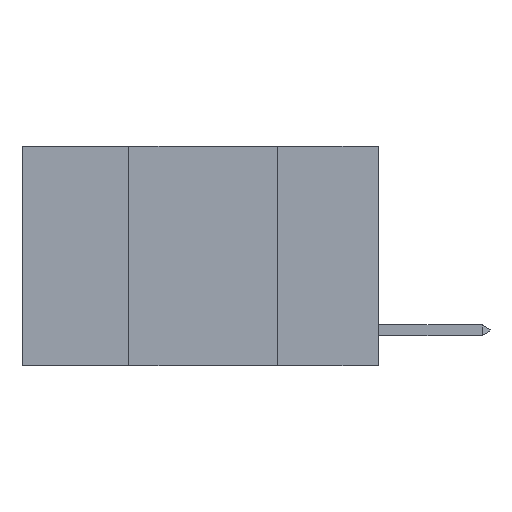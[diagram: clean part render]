
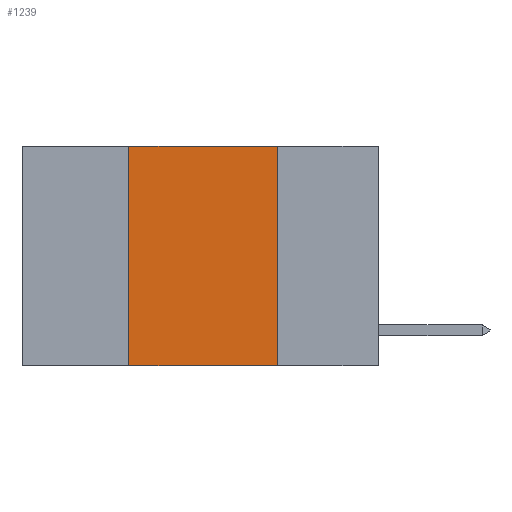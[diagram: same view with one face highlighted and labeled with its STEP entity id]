
A CAD part, left-side view. The second image highlights one B-rep face of the part: STEP entity #1239.
In plain terms, the highlighted planar face has unit normal (-1, 0, 0).
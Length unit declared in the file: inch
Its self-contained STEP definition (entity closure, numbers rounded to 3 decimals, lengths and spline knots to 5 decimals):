
#806 = VERTEX_POINT ( 'NONE', #2503 ) ;
#981 = ORIENTED_EDGE ( 'NONE', *, *, #5215, .F. ) ;
#1239 = ADVANCED_FACE ( 'NONE', ( #7937 ), #2571, .F. ) ;
#1426 = CARTESIAN_POINT ( 'NONE',  ( 0., 0.42, 0. ) ) ;
#1861 = CARTESIAN_POINT ( 'NONE',  ( 0., 0.6, 0. ) ) ;
#2055 = CARTESIAN_POINT ( 'NONE',  ( 0., 0.42, 0. ) ) ;
#2110 = VECTOR ( 'NONE', #5372, 39.37008 ) ;
#2503 = CARTESIAN_POINT ( 'NONE',  ( 0., 0.17, -0.37 ) ) ;
#2570 = DIRECTION ( 'NONE',  ( 0., -1., 0. ) ) ;
#2571 = PLANE ( 'NONE',  #4621 ) ;
#2748 = ORIENTED_EDGE ( 'NONE', *, *, #8458, .F. ) ;
#2759 = DIRECTION ( 'NONE',  ( 0., -1., 0. ) ) ;
#3715 = EDGE_LOOP ( 'NONE', ( #981, #2748, #5093, #6984 ) ) ;
#4103 = VECTOR ( 'NONE', #5642, 39.37008 ) ;
#4179 = CARTESIAN_POINT ( 'NONE',  ( 0., 0.6, -0.37 ) ) ;
#4221 = VECTOR ( 'NONE', #2759, 39.37008 ) ;
#4276 = LINE ( 'NONE', #1426, #4103 ) ;
#4621 = AXIS2_PLACEMENT_3D ( 'NONE', #6648, #5224, #5351 ) ;
#4843 = VERTEX_POINT ( 'NONE', #5218 ) ;
#5055 = CARTESIAN_POINT ( 'NONE',  ( 0., 0.42, -0.37 ) ) ;
#5093 = ORIENTED_EDGE ( 'NONE', *, *, #5357, .F. ) ;
#5215 = EDGE_CURVE ( 'NONE', #4843, #806, #5416, .T. ) ;
#5218 = CARTESIAN_POINT ( 'NONE',  ( 0., 0.17, 0. ) ) ;
#5224 = DIRECTION ( 'NONE',  ( 1., 0., 0. ) ) ;
#5248 = VERTEX_POINT ( 'NONE', #2055 ) ;
#5351 = DIRECTION ( 'NONE',  ( 0., 0., -1. ) ) ;
#5357 = EDGE_CURVE ( 'NONE', #8258, #5248, #4276, .T. ) ;
#5372 = DIRECTION ( 'NONE',  ( 0., 0., -1. ) ) ;
#5416 = LINE ( 'NONE', #8759, #2110 ) ;
#5642 = DIRECTION ( 'NONE',  ( 0., 0., 1. ) ) ;
#5979 = LINE ( 'NONE', #1861, #6756 ) ;
#6648 = CARTESIAN_POINT ( 'NONE',  ( 0., 0.6, 0. ) ) ;
#6741 = LINE ( 'NONE', #4179, #4221 ) ;
#6756 = VECTOR ( 'NONE', #2570, 39.37008 ) ;
#6984 = ORIENTED_EDGE ( 'NONE', *, *, #8211, .T. ) ;
#7937 = FACE_OUTER_BOUND ( 'NONE', #3715, .T. ) ;
#8211 = EDGE_CURVE ( 'NONE', #8258, #806, #6741, .T. ) ;
#8258 = VERTEX_POINT ( 'NONE', #5055 ) ;
#8458 = EDGE_CURVE ( 'NONE', #5248, #4843, #5979, .T. ) ;
#8759 = CARTESIAN_POINT ( 'NONE',  ( 0., 0.17, 0. ) ) ;
